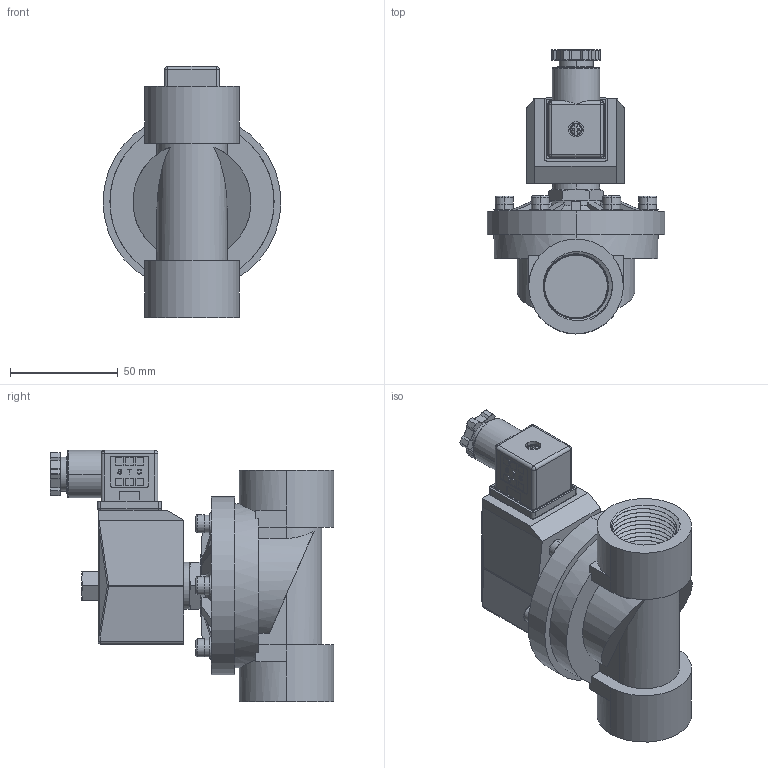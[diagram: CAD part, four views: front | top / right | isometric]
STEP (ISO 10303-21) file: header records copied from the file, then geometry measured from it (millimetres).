
FILE_DESCRIPTION (( 'STEP AP214' ), '1' );
FILE_NAME ('2P250-1.STEP', '2018-10-10T17:46:21', ( '' ), ( '' ), 'SwSTEP 2.0', 'SolidWorks 2016', '' );
FILE_SCHEMA (( 'AUTOMOTIVE_DESIGN' ));
Length unit declared in the file: millimetre
Products named in the file (1): 2P250-1
Bounding box: 82.55 x 131.73 x 116.62 mm (x, y, z)
Volume: 332549.3 mm3; surface area: 77687.6 mm2
Topology: 18 solids, 18 shells, 1233 faces, 3721 edges, 2575 vertices
Faces by surface type: plane 685, cylinder 350, cone 82, bspline 65, torus 30, sphere 21
Entity records: 91307 total; most frequent: CARTESIAN_POINT 46125, ORIENTED_EDGE 7426, DIRECTION 5251, EDGE_CURVE 3713, VERTEX_POINT 2575, VECTOR 2043, LINE 2043, AXIS2_PLACEMENT_3D 1604
